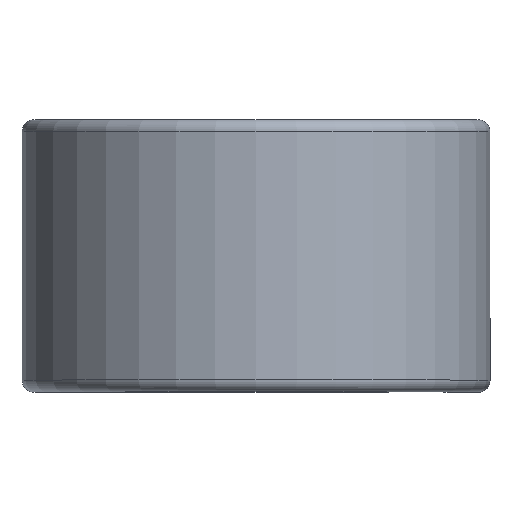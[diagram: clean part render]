
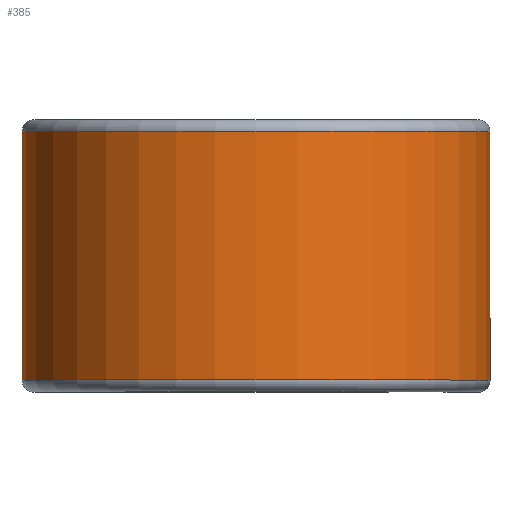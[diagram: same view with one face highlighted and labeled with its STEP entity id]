
A CAD part, top view. The second image highlights one B-rep face of the part: STEP entity #385.
In plain terms, the highlighted cylindrical face has radius 15.011 mm (diameter 30.023 mm), a partial arc.
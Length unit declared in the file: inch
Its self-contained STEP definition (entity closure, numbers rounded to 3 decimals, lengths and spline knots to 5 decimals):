
#24 = ORIENTED_EDGE ( 'NONE', *, *, #740, .T. ) ;
#93 = CYLINDRICAL_SURFACE ( 'NONE', #527, 0.591 ) ;
#127 = VERTEX_POINT ( 'NONE', #767 ) ;
#173 = DIRECTION ( 'NONE',  ( 0., -1., 0. ) ) ;
#196 = DIRECTION ( 'NONE',  ( 0., 0., -1. ) ) ;
#208 = CIRCLE ( 'NONE', #563, 0.591 ) ;
#231 = CARTESIAN_POINT ( 'NONE',  ( 0., -0.31375, -0.591 ) ) ;
#312 = FACE_OUTER_BOUND ( 'NONE', #531, .T. ) ;
#385 = ADVANCED_FACE ( 'NONE', ( #312 ), #93, .T. ) ;
#527 = AXIS2_PLACEMENT_3D ( 'NONE', #1315, #2152, #2175 ) ;
#531 = EDGE_LOOP ( 'NONE', ( #24, #646, #872, #1214 ) ) ;
#563 = AXIS2_PLACEMENT_3D ( 'NONE', #2352, #1356, #196 ) ;
#646 = ORIENTED_EDGE ( 'NONE', *, *, #1776, .T. ) ;
#695 = EDGE_CURVE ( 'NONE', #1111, #2109, #957, .T. ) ;
#740 = EDGE_CURVE ( 'NONE', #853, #127, #833, .T. ) ;
#767 = CARTESIAN_POINT ( 'NONE',  ( 0.591, 0.31375, 0. ) ) ;
#833 = LINE ( 'NONE', #1443, #2059 ) ;
#853 = VERTEX_POINT ( 'NONE', #942 ) ;
#872 = ORIENTED_EDGE ( 'NONE', *, *, #695, .F. ) ;
#906 = VECTOR ( 'NONE', #1802, 39.37008 ) ;
#913 = DIRECTION ( 'NONE',  ( 0., 1., 0. ) ) ;
#942 = CARTESIAN_POINT ( 'NONE',  ( 0.591, -0.31375, 0. ) ) ;
#957 = LINE ( 'NONE', #1023, #906 ) ;
#1023 = CARTESIAN_POINT ( 'NONE',  ( 0., 0.31375, -0.591 ) ) ;
#1111 = VERTEX_POINT ( 'NONE', #231 ) ;
#1214 = ORIENTED_EDGE ( 'NONE', *, *, #1397, .F. ) ;
#1315 = CARTESIAN_POINT ( 'NONE',  ( 0., 0.3125, 0. ) ) ;
#1343 = CARTESIAN_POINT ( 'NONE',  ( 0., -0.31375, 0. ) ) ;
#1356 = DIRECTION ( 'NONE',  ( 0., -1., 0. ) ) ;
#1397 = EDGE_CURVE ( 'NONE', #853, #1111, #2009, .T. ) ;
#1443 = CARTESIAN_POINT ( 'NONE',  ( 0.591, 0.31375, 0. ) ) ;
#1500 = DIRECTION ( 'NONE',  ( 0., 0., -1. ) ) ;
#1501 = AXIS2_PLACEMENT_3D ( 'NONE', #1343, #173, #1500 ) ;
#1649 = CARTESIAN_POINT ( 'NONE',  ( 0., 0.31375, -0.591 ) ) ;
#1776 = EDGE_CURVE ( 'NONE', #127, #2109, #208, .T. ) ;
#1802 = DIRECTION ( 'NONE',  ( 0., 1., 0. ) ) ;
#2009 = CIRCLE ( 'NONE', #1501, 0.591 ) ;
#2059 = VECTOR ( 'NONE', #913, 39.37008 ) ;
#2109 = VERTEX_POINT ( 'NONE', #1649 ) ;
#2152 = DIRECTION ( 'NONE',  ( 0., -1., 0. ) ) ;
#2175 = DIRECTION ( 'NONE',  ( 0., 0., -1. ) ) ;
#2352 = CARTESIAN_POINT ( 'NONE',  ( 0., 0.31375, 0. ) ) ;
